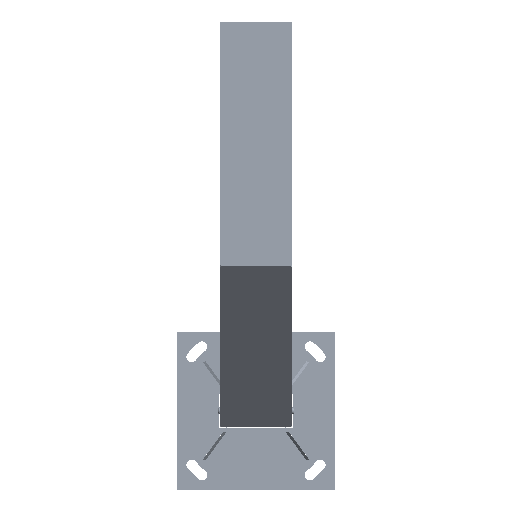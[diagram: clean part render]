
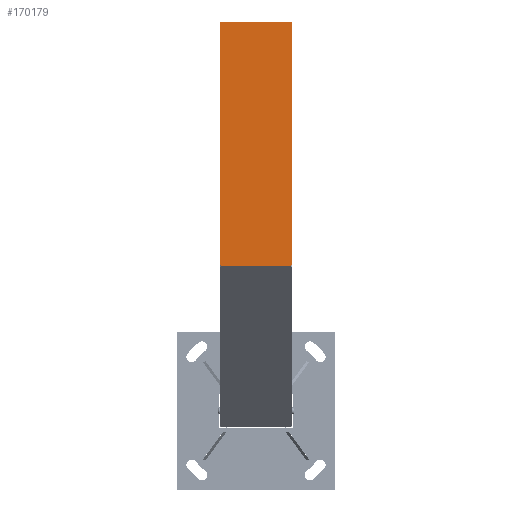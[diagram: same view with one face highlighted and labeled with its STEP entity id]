
A CAD part, left-side view. The second image highlights one B-rep face of the part: STEP entity #170179.
In plain terms, the highlighted face is planar.
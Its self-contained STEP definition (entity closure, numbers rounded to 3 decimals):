
#1520 = LINE ( 'NONE', #135669, #35434 ) ;
#1929 = DIRECTION ( 'NONE',  ( -0.735, 0.679, 0. ) ) ;
#8358 = DIRECTION ( 'NONE',  ( 0., 0., 1. ) ) ;
#10528 = DIRECTION ( 'NONE',  ( 0.735, 0.679, 0. ) ) ;
#12142 = DIRECTION ( 'NONE',  ( 0., 1., 0. ) ) ;
#12665 = CARTESIAN_POINT ( 'NONE',  ( 222.702, -55., -254.81 ) ) ;
#14421 = DIRECTION ( 'NONE',  ( -1., 0., 0. ) ) ;
#22541 = ORIENTED_EDGE ( 'NONE', *, *, #109308, .T. ) ;
#23981 = VERTEX_POINT ( 'NONE', #58148 ) ;
#25157 = VERTEX_POINT ( 'NONE', #50258 ) ;
#26398 = LINE ( 'NONE', #139969, #153070 ) ;
#35434 = VECTOR ( 'NONE', #55672, 1000. ) ;
#37191 = LINE ( 'NONE', #134270, #106411 ) ;
#40389 = VERTEX_POINT ( 'NONE', #50476 ) ;
#40987 = EDGE_CURVE ( 'NONE', #25157, #131678, #26398, .T. ) ;
#44037 = EDGE_CURVE ( 'NONE', #23981, #40389, #64080, .T. ) ;
#50258 = CARTESIAN_POINT ( 'NONE',  ( 589.81, -55., -254.81 ) ) ;
#50476 = CARTESIAN_POINT ( 'NONE',  ( 219.454, -52., -254.81 ) ) ;
#55672 = DIRECTION ( 'NONE',  ( -1., 0., 0. ) ) ;
#58148 = CARTESIAN_POINT ( 'NONE',  ( 219.454, 52., -254.81 ) ) ;
#63656 = AXIS2_PLACEMENT_3D ( 'NONE', #78049, #8358, #161378 ) ;
#64080 = LINE ( 'NONE', #105304, #146571 ) ;
#66364 = EDGE_CURVE ( 'NONE', #25157, #107356, #82720, .T. ) ;
#78049 = CARTESIAN_POINT ( 'NONE',  ( 589.81, 55., -254.81 ) ) ;
#82720 = LINE ( 'NONE', #110230, #113621 ) ;
#83427 = ORIENTED_EDGE ( 'NONE', *, *, #97662, .T. ) ;
#86986 = ORIENTED_EDGE ( 'NONE', *, *, #44037, .F. ) ;
#89887 = CARTESIAN_POINT ( 'NONE',  ( 225.041, -57.161, -254.81 ) ) ;
#95356 = EDGE_CURVE ( 'NONE', #107356, #151753, #1520, .T. ) ;
#97330 = ORIENTED_EDGE ( 'NONE', *, *, #95356, .F. ) ;
#97662 = EDGE_CURVE ( 'NONE', #23981, #151753, #37191, .T. ) ;
#98809 = EDGE_LOOP ( 'NONE', ( #137829, #22541, #86986, #83427, #97330, #176705 ) ) ;
#102422 = VECTOR ( 'NONE', #1929, 1000. ) ;
#103499 = DIRECTION ( 'NONE',  ( 0., -1., 0. ) ) ;
#105304 = CARTESIAN_POINT ( 'NONE',  ( 219.454, 55., -254.81 ) ) ;
#105527 = PLANE ( 'NONE',  #63656 ) ;
#106411 = VECTOR ( 'NONE', #10528, 1000. ) ;
#107356 = VERTEX_POINT ( 'NONE', #163484 ) ;
#109308 = EDGE_CURVE ( 'NONE', #131678, #40389, #142129, .T. ) ;
#110230 = CARTESIAN_POINT ( 'NONE',  ( 589.81, 55., -254.81 ) ) ;
#113621 = VECTOR ( 'NONE', #12142, 1000. ) ;
#119270 = FACE_OUTER_BOUND ( 'NONE', #98809, .T. ) ;
#130551 = CARTESIAN_POINT ( 'NONE',  ( 222.702, 55., -254.81 ) ) ;
#131678 = VERTEX_POINT ( 'NONE', #12665 ) ;
#134270 = CARTESIAN_POINT ( 'NONE',  ( 225.041, 57.161, -254.81 ) ) ;
#135669 = CARTESIAN_POINT ( 'NONE',  ( 589.81, 55., -254.81 ) ) ;
#137829 = ORIENTED_EDGE ( 'NONE', *, *, #40987, .T. ) ;
#139969 = CARTESIAN_POINT ( 'NONE',  ( 589.81, -55., -254.81 ) ) ;
#142129 = LINE ( 'NONE', #89887, #102422 ) ;
#146571 = VECTOR ( 'NONE', #103499, 1000. ) ;
#151753 = VERTEX_POINT ( 'NONE', #130551 ) ;
#153070 = VECTOR ( 'NONE', #14421, 1000. ) ;
#161378 = DIRECTION ( 'NONE',  ( 1., 0., 0. ) ) ;
#163484 = CARTESIAN_POINT ( 'NONE',  ( 589.81, 55., -254.81 ) ) ;
#170179 = ADVANCED_FACE ( 'NONE', ( #119270 ), #105527, .F. ) ;
#176705 = ORIENTED_EDGE ( 'NONE', *, *, #66364, .F. ) ;
